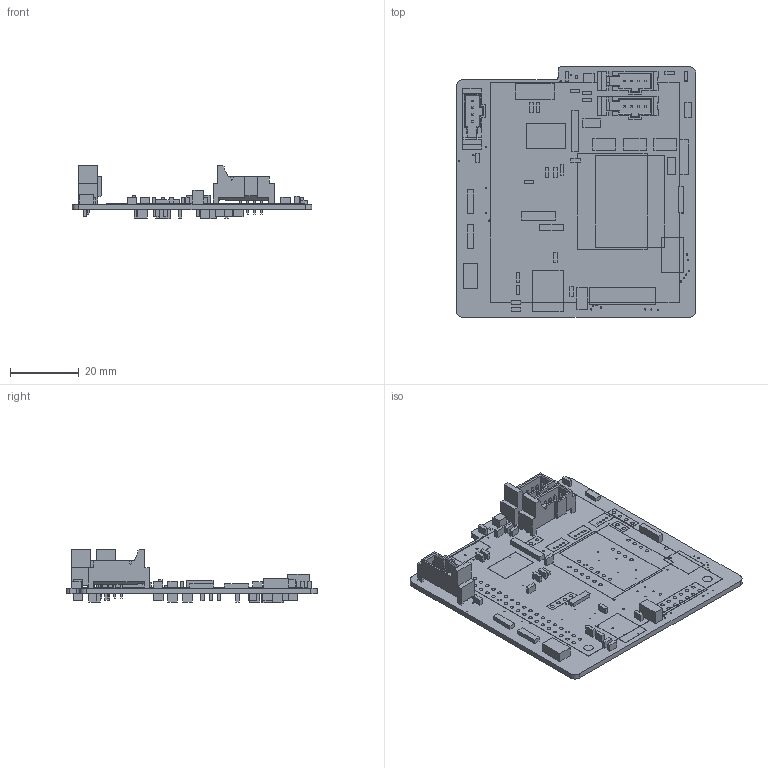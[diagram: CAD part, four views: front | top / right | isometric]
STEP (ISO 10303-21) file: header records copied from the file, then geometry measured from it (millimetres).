
FILE_DESCRIPTION(/* description */ (''),/* implementation_level */ '2;1');
FILE_NAME(/* name */ 'fb4af341-d969-40e2-ba6c-5063db07c742.stp',/* time_stamp */ '2022-03-14T15:49:20+00:00',/* author */ (''),/* organization */ (''),/* preprocessor_version */ 'ST-DEVELOPER v18.1',/* originating_system */ 'Autodesk Translation Framework v10.14.0.1471',/* authorisation */ '');
FILE_SCHEMA (('AUTOMOTIVE_DESIGN { 1 0 10303 214 3 1 1 }'));
Length unit declared in the file: millimetre
Products named in the file (32): fb4af341-d969-40e2-ba6c-5063db07c742; PCB Component; Board; 0.1uF; 47uF; 150uF; 250mA/100V; COLOR; LED-0603; 1X04; T2I; _T2I-04-VT-T-S-TH_terminal; _T2I-04-VT-T-S-TH_pins; DF13-4P-1.25DSA; 1X03; 1X05; 1X02; 1X02 (1); 2.5A/30V/105mΩ; JUMPER-SMT_2_NO_SILK; MCP2515; TCAN337D; ADAFRUIT-FXOS8700-FXAS21002; ADAFRUIT-BNO055; DISCRETECOMPONENTS_SW_2512; MCR1101; RPI4; MAX1136EUA-T; ULN2003V12; ECS-80-S-4X; 7X_CONN
Assembly tree (80 placements, depth 4):
  fb4af341-d969-40e2-ba6c-5063db07c742
    PCB Component
      Board
      0.1uF  x11
      47uF
      150uF
      250mA/100V
      COLOR
      LED-0603  x3
      1X04  x2
      T2I  x3
        _T2I-04-VT-T-S-TH_terminal
        _T2I-04-VT-T-S-TH_pins
      DF13-4P-1.25DSA  x3
      1X03  x3
      1X05
      1X02
      1X02 (1)  x2
      2.5A/30V/105mΩ  x5
         x26
      JUMPER-SMT_2_NO_SILK
      MCP2515
      TCAN337D
      ADAFRUIT-FXOS8700-FXAS21002
      ADAFRUIT-BNO055
      DISCRETECOMPONENTS_SW_2512
      MCR1101
      RPI4
      MAX1136EUA-T
      ULN2003V12
      ECS-80-S-4X
      7X_CONN
Bounding box: 69.85 x 73.03 x 15.54 mm (x, y, z)
Volume: 10021.2 mm3; surface area: 25928.9 mm2
Topology: 80 solids, 80 shells, 1122 faces, 2724 edges, 1762 vertices
Faces by surface type: plane 914, cylinder 208
Full cylindrical faces by diameter (mm): 0.35 x53, 0.45 x1, 0.5 x1, 0.6 x12, 0.63 x2, 0.65 x5, 0.7 x3, 0.75 x2, 0.762 x1, 0.8 x15, 1.016 x102, 1.27 x1, 2.75 x4
Entity records: 18645 total; most frequent: DIRECTION 3052, CARTESIAN_POINT 2882, ORIENTED_EDGE 2712, EDGE_CURVE 1356, AXIS2_PLACEMENT_3D 1056, LINE 940, VECTOR 940, EDGE_LOOP 934
